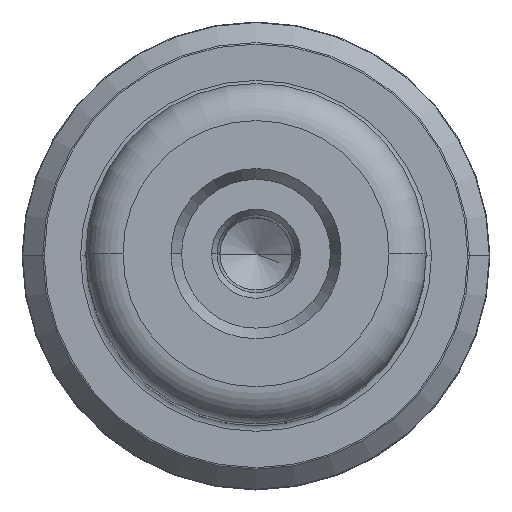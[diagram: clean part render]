
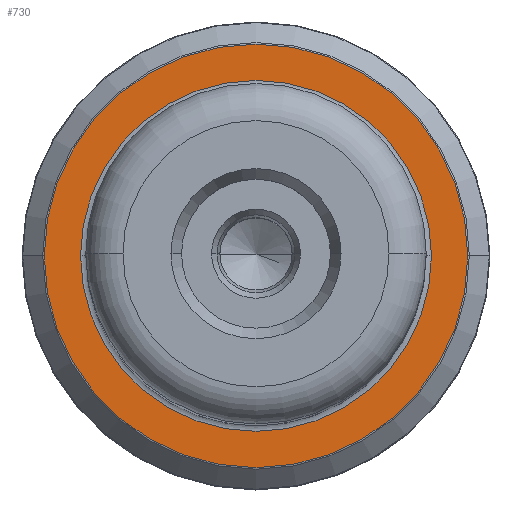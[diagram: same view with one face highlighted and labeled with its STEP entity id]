
A CAD part, top view. The second image highlights one B-rep face of the part: STEP entity #730.
In plain terms, the highlighted planar face has unit normal (0, 0, 1).
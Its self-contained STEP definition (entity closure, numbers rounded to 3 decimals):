
#106 = DIRECTION ( 'NONE',  ( 0., 0., 1. ) ) ;
#131 = DIRECTION ( 'NONE',  ( 1., 0., 0. ) ) ;
#207 = AXIS2_PLACEMENT_3D ( 'NONE', #1740, #3637, #229 ) ;
#229 = DIRECTION ( 'NONE',  ( 1., 0., 0. ) ) ;
#266 = VERTEX_POINT ( 'NONE', #1605 ) ;
#308 = CARTESIAN_POINT ( 'NONE',  ( 0., 0., 33. ) ) ;
#454 = ORIENTED_EDGE ( 'NONE', *, *, #2429, .T. ) ;
#507 = AXIS2_PLACEMENT_3D ( 'NONE', #2770, #1835, #3421 ) ;
#537 = CARTESIAN_POINT ( 'NONE',  ( 19.917, 0., 33. ) ) ;
#730 = ADVANCED_FACE ( 'NONE', ( #2266, #2923 ), #3511, .T. ) ;
#962 = CIRCLE ( 'NONE', #507, 16.5 ) ;
#984 = VERTEX_POINT ( 'NONE', #537 ) ;
#1027 = CIRCLE ( 'NONE', #1932, 19.917 ) ;
#1083 = VERTEX_POINT ( 'NONE', #2337 ) ;
#1176 = VERTEX_POINT ( 'NONE', #2430 ) ;
#1358 = CARTESIAN_POINT ( 'NONE',  ( 0., 0., 33. ) ) ;
#1359 = CIRCLE ( 'NONE', #2003, 16.5 ) ;
#1549 = DIRECTION ( 'NONE',  ( -1., 0., 0. ) ) ;
#1605 = CARTESIAN_POINT ( 'NONE',  ( 16.5, 0., 33. ) ) ;
#1740 = CARTESIAN_POINT ( 'NONE',  ( 0., 0., 33. ) ) ;
#1835 = DIRECTION ( 'NONE',  ( 0., 0., -1. ) ) ;
#1873 = DIRECTION ( 'NONE',  ( 0., 0., -1. ) ) ;
#1932 = AXIS2_PLACEMENT_3D ( 'NONE', #1358, #3838, #3554 ) ;
#2003 = AXIS2_PLACEMENT_3D ( 'NONE', #308, #1873, #1549 ) ;
#2173 = EDGE_CURVE ( 'NONE', #1083, #984, #2681, .T. ) ;
#2266 = FACE_BOUND ( 'NONE', #3900, .T. ) ;
#2337 = CARTESIAN_POINT ( 'NONE',  ( -19.917, 0., 33. ) ) ;
#2414 = EDGE_CURVE ( 'NONE', #1176, #266, #962, .T. ) ;
#2415 = EDGE_LOOP ( 'NONE', ( #2522, #2877 ) ) ;
#2429 = EDGE_CURVE ( 'NONE', #266, #1176, #1359, .T. ) ;
#2430 = CARTESIAN_POINT ( 'NONE',  ( -16.5, 0., 33. ) ) ;
#2522 = ORIENTED_EDGE ( 'NONE', *, *, #2874, .T. ) ;
#2681 = CIRCLE ( 'NONE', #207, 19.917 ) ;
#2770 = CARTESIAN_POINT ( 'NONE',  ( 0., 0., 33. ) ) ;
#2874 = EDGE_CURVE ( 'NONE', #984, #1083, #1027, .T. ) ;
#2877 = ORIENTED_EDGE ( 'NONE', *, *, #2173, .T. ) ;
#2923 = FACE_OUTER_BOUND ( 'NONE', #2415, .T. ) ;
#3223 = ORIENTED_EDGE ( 'NONE', *, *, #2414, .T. ) ;
#3421 = DIRECTION ( 'NONE',  ( -1., 0., 0. ) ) ;
#3511 = PLANE ( 'NONE',  #3817 ) ;
#3554 = DIRECTION ( 'NONE',  ( 1., 0., 0. ) ) ;
#3637 = DIRECTION ( 'NONE',  ( 0., 0., 1. ) ) ;
#3817 = AXIS2_PLACEMENT_3D ( 'NONE', #3882, #106, #131 ) ;
#3838 = DIRECTION ( 'NONE',  ( 0., 0., 1. ) ) ;
#3882 = CARTESIAN_POINT ( 'NONE',  ( 0., 0., 33. ) ) ;
#3900 = EDGE_LOOP ( 'NONE', ( #3223, #454 ) ) ;
